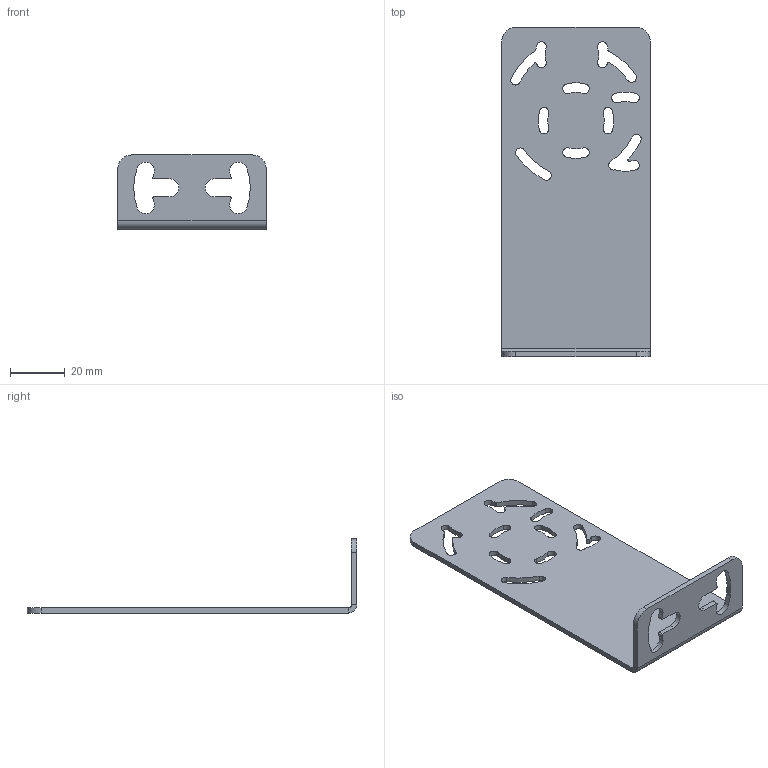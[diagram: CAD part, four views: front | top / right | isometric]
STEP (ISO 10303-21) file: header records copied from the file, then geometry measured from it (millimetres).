
FILE_DESCRIPTION((''),'2;1');
FILE_NAME('195829_ASM','2016-09-01T',('pdmadmin'),('BANNER ENGINEERING'),'PRO/ENGINEER BY PARAMETRIC TECHNOLOGY CORPORATION, 2016100','PRO/ENGINEER BY PARAMETRIC TECHNOLOGY CORPORATION, 2016100','');
FILE_SCHEMA(('CONFIG_CONTROL_DESIGN'));
Length unit declared in the file: millimetre
Products named in the file (2): 195828; 195829_ASM
Assembly tree (1 placements, depth 2):
  195829_ASM
    195828
Bounding box: 54 x 120 x 27 mm (x, y, z)
Volume: 13247.7 mm3; surface area: 15477.3 mm2
Topology: 1 solids, 1 shells, 91 faces, 259 edges, 170 vertices
Faces by surface type: cylinder 75, plane 16
Entity records: 3150 total; most frequent: DIRECTION 597, CARTESIAN_POINT 523, ORIENTED_EDGE 518, EDGE_CURVE 259, AXIS2_PLACEMENT_3D 244, VERTEX_POINT 170, CIRCLE 150, EDGE_LOOP 113
